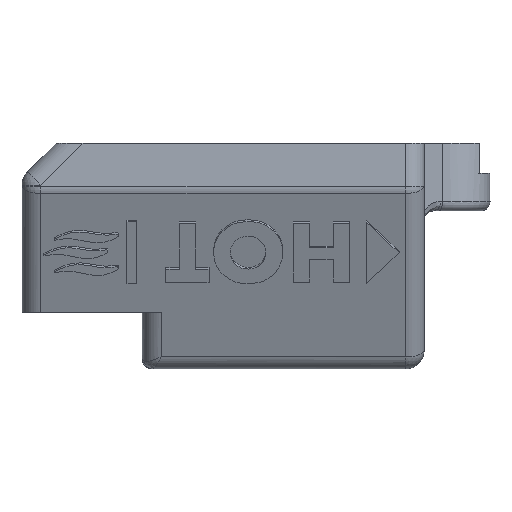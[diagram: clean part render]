
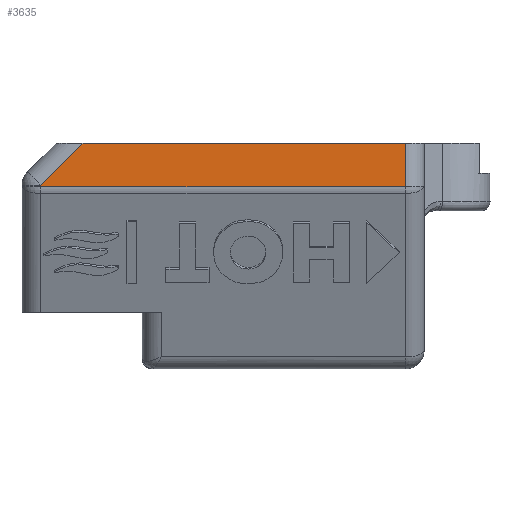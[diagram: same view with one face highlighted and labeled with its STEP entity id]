
A CAD part, left-side view. The second image highlights one B-rep face of the part: STEP entity #3635.
In plain terms, the highlighted planar face has unit normal (-1, 0, 0).
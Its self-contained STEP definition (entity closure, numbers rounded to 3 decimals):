
#105=PLANE('',#3891);
#380=FACE_OUTER_BOUND('',#604,.T.);
#604=EDGE_LOOP('',(#3152,#3153,#3154,#3155,#3156));
#977=LINE('',#5246,#1235);
#1121=LINE('',#6637,#1379);
#1127=LINE('',#6663,#1385);
#1135=LINE('',#6682,#1393);
#1139=LINE('',#6693,#1397);
#1235=VECTOR('',#4129,10.);
#1379=VECTOR('',#4455,10.);
#1385=VECTOR('',#4485,10.);
#1393=VECTOR('',#4509,10.);
#1397=VECTOR('',#4525,10.);
#1522=VERTEX_POINT('',#5243);
#1523=VERTEX_POINT('',#5245);
#1710=VERTEX_POINT('',#6620);
#1714=VERTEX_POINT('',#6633);
#1720=VERTEX_POINT('',#6655);
#1906=EDGE_CURVE('',#1523,#1522,#977,.T.);
#2192=EDGE_CURVE('',#1710,#1714,#1121,.T.);
#2205=EDGE_CURVE('',#1720,#1522,#1127,.T.);
#2216=EDGE_CURVE('',#1714,#1720,#1135,.T.);
#2221=EDGE_CURVE('',#1523,#1710,#1139,.T.);
#3152=ORIENTED_EDGE('',*,*,#2205,.F.);
#3153=ORIENTED_EDGE('',*,*,#2216,.F.);
#3154=ORIENTED_EDGE('',*,*,#2192,.F.);
#3155=ORIENTED_EDGE('',*,*,#2221,.F.);
#3156=ORIENTED_EDGE('',*,*,#1906,.T.);
#3635=ADVANCED_FACE('',(#380),#105,.T.);
#3891=AXIS2_PLACEMENT_3D('',#6716,#4553,#4554);
#4129=DIRECTION('',(0.,1.,0.));
#4455=DIRECTION('',(0.,1.,0.));
#4485=DIRECTION('',(0.,-0.707,0.707));
#4509=DIRECTION('',(0.,0.,1.));
#4525=DIRECTION('',(0.,0.,-1.));
#4553=DIRECTION('center_axis',(-1.,0.,0.));
#4554=DIRECTION('ref_axis',(0.,0.,
-1.));
#5243=CARTESIAN_POINT('',(-20.028,4.371,49.5));
#5245=CARTESIAN_POINT('',(-20.028,-29.851,49.5));
#5246=CARTESIAN_POINT('',(-20.028,-1.851,49.5));
#6620=CARTESIAN_POINT('',(-20.028,-29.851,44.874));
#6633=CARTESIAN_POINT('',(-20.028,8.849,44.874));
#6637=CARTESIAN_POINT('',(-20.028,-1.851,44.874));
#6655=CARTESIAN_POINT('',(-20.028,8.849,45.022));
#6663=CARTESIAN_POINT('',(-20.028,4.435,49.436));
#6682=CARTESIAN_POINT('',(-20.028,8.849,44.437));
#6693=CARTESIAN_POINT('',(-20.028,-29.851,43.501));
#6716=CARTESIAN_POINT('Origin',(-20.028,-1.851,49.5));
